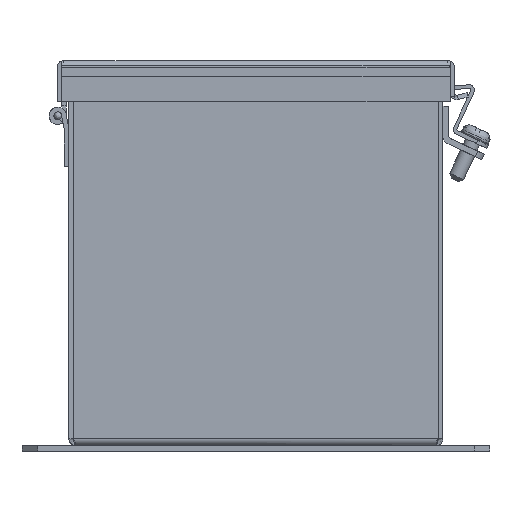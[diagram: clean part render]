
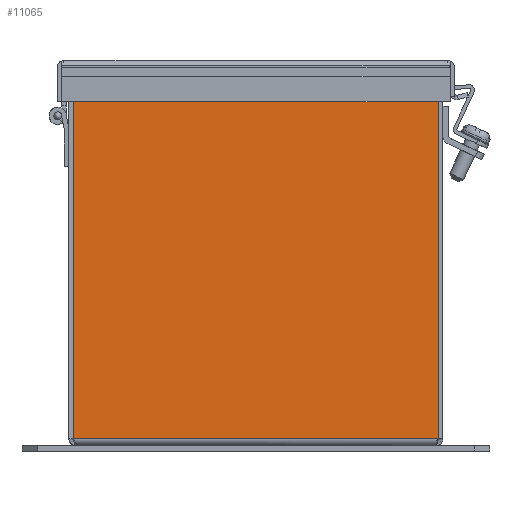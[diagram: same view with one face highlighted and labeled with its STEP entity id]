
A CAD part, left-side view. The second image highlights one B-rep face of the part: STEP entity #11065.
In plain terms, the highlighted planar face has unit normal (-1, 0, 0).
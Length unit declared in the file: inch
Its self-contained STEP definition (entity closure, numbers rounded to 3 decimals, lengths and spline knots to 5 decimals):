
#30 = CARTESIAN_POINT ( 'NONE',  ( -12., 2.92789, 0.108 ) ) ;
#516 = CARTESIAN_POINT ( 'NONE',  ( -12., 20.406, 5.892 ) ) ;
#656 = VERTEX_POINT ( 'NONE', #3266 ) ;
#676 = VERTEX_POINT ( 'NONE', #13589 ) ;
#824 = PLANE ( 'NONE',  #3630 ) ;
#1024 = DIRECTION ( 'NONE',  ( 1., 0., 0. ) ) ;
#1194 = ORIENTED_EDGE ( 'NONE', *, *, #15279, .F. ) ;
#1266 = LINE ( 'NONE', #2304, #4670 ) ;
#1546 = VECTOR ( 'NONE', #6428, 39.37008 ) ;
#1930 = CIRCLE ( 'NONE', #15684, 0.25 ) ;
#2072 = ORIENTED_EDGE ( 'NONE', *, *, #7010, .F. ) ;
#2304 = CARTESIAN_POINT ( 'NONE',  ( -12., 2.92789, 0. ) ) ;
#2687 = ORIENTED_EDGE ( 'NONE', *, *, #13161, .T. ) ;
#3266 = CARTESIAN_POINT ( 'NONE',  ( -12., 2.92789, 5.82223 ) ) ;
#3630 = AXIS2_PLACEMENT_3D ( 'NONE', #5095, #12752, #5189 ) ;
#3716 = CARTESIAN_POINT ( 'NONE',  ( -12., -2.92789, 0.108 ) ) ;
#3825 = VERTEX_POINT ( 'NONE', #30 ) ;
#4113 = DIRECTION ( 'NONE',  ( 0., 0., 1. ) ) ;
#4527 = EDGE_CURVE ( 'NONE', #656, #11556, #10484, .T. ) ;
#4670 = VECTOR ( 'NONE', #4113, 39.37008 ) ;
#4762 = CARTESIAN_POINT ( 'NONE',  ( -12., -2.91796, 5.892 ) ) ;
#5095 = CARTESIAN_POINT ( 'NONE',  ( -12., 20.406, 0. ) ) ;
#5189 = DIRECTION ( 'NONE',  ( 0., -1., 0. ) ) ;
#6234 = DIRECTION ( 'NONE',  ( 0., -1., 0. ) ) ;
#6413 = EDGE_CURVE ( 'NONE', #13058, #676, #1930, .T. ) ;
#6428 = DIRECTION ( 'NONE',  ( 0., -1., 0. ) ) ;
#7010 = EDGE_CURVE ( 'NONE', #3825, #656, #1266, .T. ) ;
#7092 = EDGE_CURVE ( 'NONE', #11507, #3825, #18453, .T. ) ;
#7290 = EDGE_LOOP ( 'NONE', ( #8022, #2072, #12265, #2687, #11873, #1194 ) ) ;
#7751 = AXIS2_PLACEMENT_3D ( 'NONE', #14103, #1024, #15729 ) ;
#8022 = ORIENTED_EDGE ( 'NONE', *, *, #4527, .F. ) ;
#9568 = CARTESIAN_POINT ( 'NONE',  ( -12., 2.91796, 5.892 ) ) ;
#9573 = VECTOR ( 'NONE', #18553, 39.37008 ) ;
#10484 = CIRCLE ( 'NONE', #7751, 0.25 ) ;
#11065 = ADVANCED_FACE ( 'NONE', ( #16856 ), #824, .F. ) ;
#11507 = VERTEX_POINT ( 'NONE', #16640 ) ;
#11556 = VERTEX_POINT ( 'NONE', #9568 ) ;
#11873 = ORIENTED_EDGE ( 'NONE', *, *, #6413, .F. ) ;
#12265 = ORIENTED_EDGE ( 'NONE', *, *, #7092, .F. ) ;
#12360 = CARTESIAN_POINT ( 'NONE',  ( -12., -2.67789, 5.82223 ) ) ;
#12752 = DIRECTION ( 'NONE',  ( 1., 0., 0. ) ) ;
#13058 = VERTEX_POINT ( 'NONE', #4762 ) ;
#13161 = EDGE_CURVE ( 'NONE', #11507, #676, #18051, .T. ) ;
#13589 = CARTESIAN_POINT ( 'NONE',  ( -12., -2.92789, 5.82223 ) ) ;
#13590 = LINE ( 'NONE', #516, #1546 ) ;
#14103 = CARTESIAN_POINT ( 'NONE',  ( -12., 2.67789, 5.82223 ) ) ;
#14966 = VECTOR ( 'NONE', #15290, 39.37008 ) ;
#15279 = EDGE_CURVE ( 'NONE', #11556, #13058, #13590, .T. ) ;
#15290 = DIRECTION ( 'NONE',  ( 0., 0., 1. ) ) ;
#15398 = CARTESIAN_POINT ( 'NONE',  ( -12., -2.892, 0.108 ) ) ;
#15684 = AXIS2_PLACEMENT_3D ( 'NONE', #12360, #17995, #6234 ) ;
#15729 = DIRECTION ( 'NONE',  ( 0., 0., -1. ) ) ;
#16640 = CARTESIAN_POINT ( 'NONE',  ( -12., -2.92789, 0.108 ) ) ;
#16856 = FACE_OUTER_BOUND ( 'NONE', #7290, .T. ) ;
#17995 = DIRECTION ( 'NONE',  ( 1., 0., 0. ) ) ;
#18051 = LINE ( 'NONE', #3716, #14966 ) ;
#18453 = LINE ( 'NONE', #15398, #9573 ) ;
#18553 = DIRECTION ( 'NONE',  ( 0., 1., 0. ) ) ;
